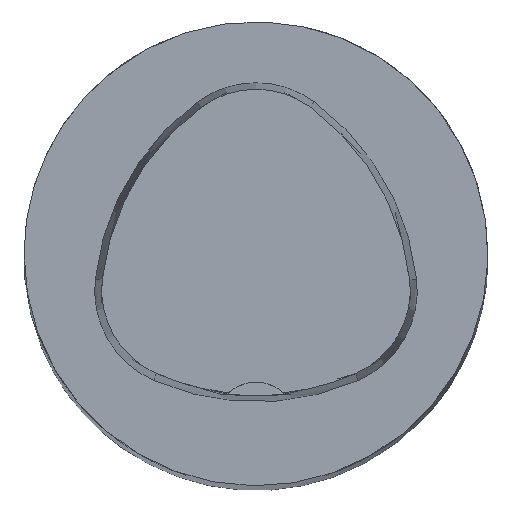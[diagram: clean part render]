
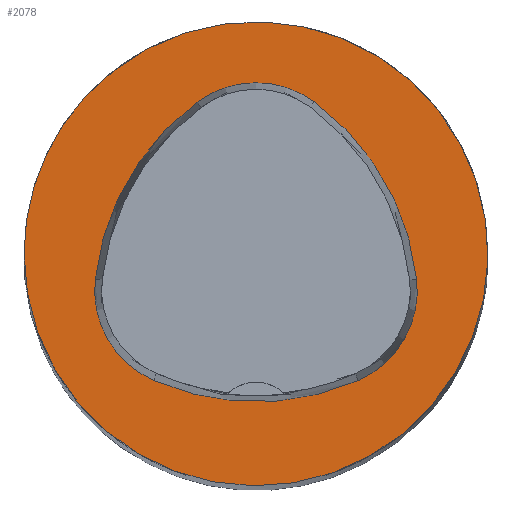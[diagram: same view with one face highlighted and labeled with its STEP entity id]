
A CAD part, top view. The second image highlights one B-rep face of the part: STEP entity #2078.
In plain terms, the highlighted planar face has unit normal (0, 0, 1).
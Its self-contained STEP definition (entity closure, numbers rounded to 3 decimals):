
#2078=ADVANCED_FACE('',(#2493,#2494),#2373,.T.);
#2373=PLANE('',#7153);
#2493=FACE_BOUND('',#2768,.T.);
#2494=FACE_BOUND('',#2769,.T.);
#2768=EDGE_LOOP('',(#4010,#4011,#4012,#4013,#4014,#4015));
#2769=EDGE_LOOP('',(#4016));
#4010=ORIENTED_EDGE('',*,*,#6398,.T.);
#4011=ORIENTED_EDGE('',*,*,#6378,.T.);
#4012=ORIENTED_EDGE('',*,*,#6382,.T.);
#4013=ORIENTED_EDGE('',*,*,#6385,.T.);
#4014=ORIENTED_EDGE('',*,*,#6388,.T.);
#4015=ORIENTED_EDGE('',*,*,#6396,.T.);
#4016=ORIENTED_EDGE('',*,*,#6343,.F.);
#5458=VERTEX_POINT('',#11135);
#5493=VERTEX_POINT('',#11286);
#5494=VERTEX_POINT('',#11287);
#5497=VERTEX_POINT('',#11295);
#5499=VERTEX_POINT('',#11301);
#5501=VERTEX_POINT('',#11307);
#5508=VERTEX_POINT('',#11328);
#6343=EDGE_CURVE('',#5458,#5458,#6691,.T.);
#6378=EDGE_CURVE('',#5493,#5494,#6694,.T.);
#6382=EDGE_CURVE('',#5494,#5497,#6696,.T.);
#6385=EDGE_CURVE('',#5497,#5499,#6698,.T.);
#6388=EDGE_CURVE('',#5499,#5501,#6700,.T.);
#6396=EDGE_CURVE('',#5501,#5508,#6704,.T.);
#6398=EDGE_CURVE('',#5508,#5493,#6706,.T.);
#6691=CIRCLE('',#7114,40.);
#6694=CIRCLE('',#7131,44.);
#6696=CIRCLE('',#7134,17.);
#6698=CIRCLE('',#7137,44.);
#6700=CIRCLE('',#7140,17.);
#6704=CIRCLE('',#7145,44.);
#6706=CIRCLE('',#7148,17.);
#7114=AXIS2_PLACEMENT_3D('',#11134,#8447,#8448);
#7131=AXIS2_PLACEMENT_3D('',#11285,#8493,#8494);
#7134=AXIS2_PLACEMENT_3D('',#11294,#8501,#8502);
#7137=AXIS2_PLACEMENT_3D('',#11300,#8508,#8509);
#7140=AXIS2_PLACEMENT_3D('',#11306,#8515,#8516);
#7145=AXIS2_PLACEMENT_3D('',#11329,#8527,#8528);
#7148=AXIS2_PLACEMENT_3D('',#11332,#8533,#8534);
#7153=AXIS2_PLACEMENT_3D('',#11337,#8543,#8544);
#8447=DIRECTION('',(0.,0.,-1.));
#8448=DIRECTION('',(-1.,0.,0.));
#8493=DIRECTION('',(0.,0.,-1.));
#8494=DIRECTION('',(-1.,0.,0.));
#8501=DIRECTION('',(0.,0.,-1.));
#8502=DIRECTION('',(-1.,0.,0.));
#8508=DIRECTION('',(0.,0.,-1.));
#8509=DIRECTION('',(-1.,0.,0.));
#8515=DIRECTION('',(0.,0.,-1.));
#8516=DIRECTION('',(-1.,0.,0.));
#8527=DIRECTION('',(0.,0.,-1.));
#8528=DIRECTION('',(-1.,0.,0.));
#8533=DIRECTION('',(0.,0.,-1.));
#8534=DIRECTION('',(-1.,0.,0.));
#8543=DIRECTION('',(0.,0.,1.));
#8544=DIRECTION('',(1.,0.,0.));
#11134=CARTESIAN_POINT('',(0.,0.,0.));
#11135=CARTESIAN_POINT('',(-40.,0.,0.));
#11285=CARTESIAN_POINT('',(16.01,-9.224,0.));
#11286=CARTESIAN_POINT('',(-27.722,-4.378,0.));
#11287=CARTESIAN_POINT('',(-10.119,26.178,0.));
#11294=CARTESIAN_POINT('',(-0.023,12.5,0.));
#11295=CARTESIAN_POINT('',(10.049,26.194,0.));
#11300=CARTESIAN_POINT('',(-16.021,-9.25,0.));
#11301=CARTESIAN_POINT('',(27.71,-4.394,0.));
#11306=CARTESIAN_POINT('',(10.814,-6.27,0.));
#11307=CARTESIAN_POINT('',(17.611,-21.852,0.));
#11328=CARTESIAN_POINT('',(-17.652,-21.819,0.));
#11329=CARTESIAN_POINT('',(0.017,18.477,0.));
#11332=CARTESIAN_POINT('',(-10.825,-6.25,0.));
#11337=CARTESIAN_POINT('',(0.,0.,0.));
